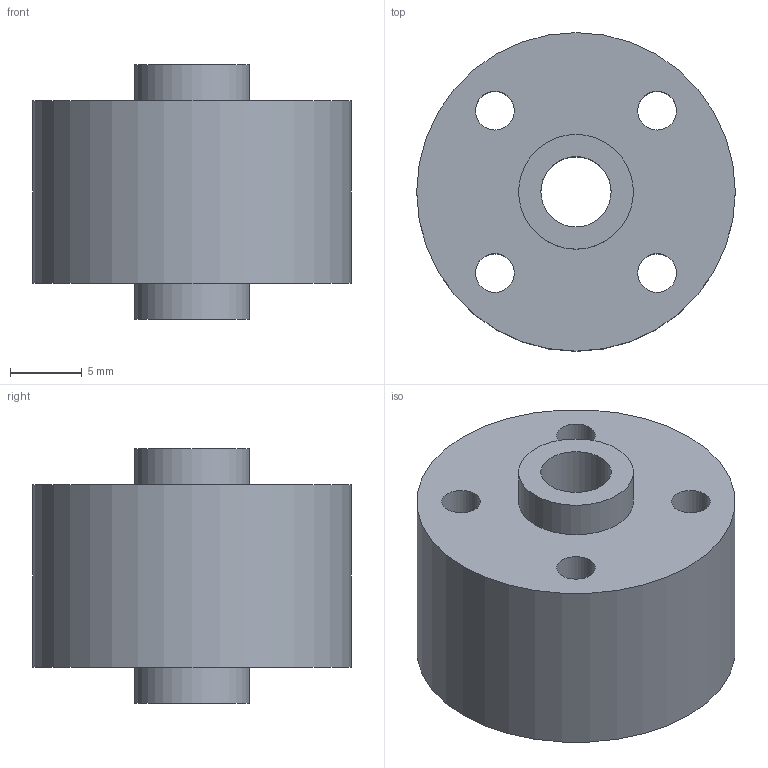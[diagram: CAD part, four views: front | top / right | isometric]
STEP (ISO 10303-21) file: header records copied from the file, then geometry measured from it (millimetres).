
FILE_DESCRIPTION(/* description */ (''),/* implementation_level */ '2;1');
FILE_NAME(/* name */ 'Tetrix_739090.ipt.stp',/* time_stamp */ '2014-12-18T17:46:39-08:00',/* author */ ('Autodesk Inc.'),/* organization */ ('Autodesk Inc.'),/* preprocessor_version */ 'ST-DEVELOPER v15.6',/* originating_system */ 'Autodesk Inventor 2015',/* authorisation */ '');
FILE_SCHEMA (('AUTOMOTIVE_DESIGN { 1 0 10303 214 3 1 1 }'));
Length unit declared in the file: millimetre
Products named in the file (1): Tetrix_739090
Bounding box: 22.2 x 22.2 x 17.75 mm (x, y, z)
Volume: 4543 mm3; surface area: 2408.1 mm2
Topology: 1 solids, 1 shells, 12 faces, 24 edges, 16 vertices
Faces by surface type: cylinder 8, plane 4
Full cylindrical faces by diameter (mm): 2.705 x4, 4.9 x1, 8 x2, 22.2 x1
Entity records: 347 total; most frequent: DIRECTION 58, CARTESIAN_POINT 45, EDGE_LOOP 32, ORIENTED_EDGE 32, AXIS2_PLACEMENT_3D 29, FACE_BOUND 20, CIRCLE 16, VERTEX_POINT 16
